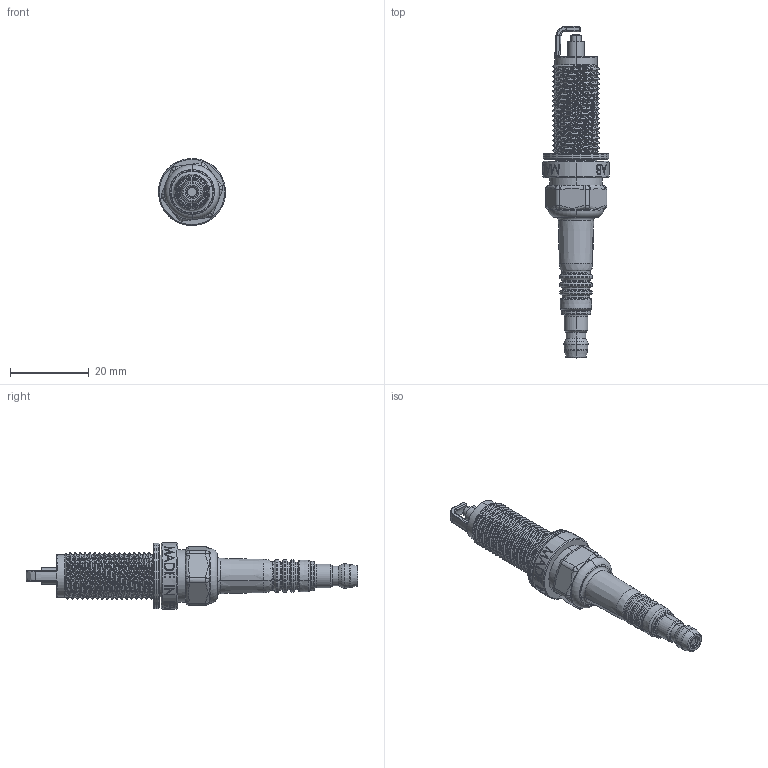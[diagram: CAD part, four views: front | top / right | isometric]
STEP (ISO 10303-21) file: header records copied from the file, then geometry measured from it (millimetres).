
FILE_DESCRIPTION (( 'STEP AP214' ), '1' );
FILE_NAME ('Spark Plug - assembly.STEP', '2016-12-28T19:37:20', ( '' ), ( '' ), 'SwSTEP 2.0', 'SolidWorks 2016', '' );
FILE_SCHEMA (( 'AUTOMOTIVE_DESIGN' ));
Length unit declared in the file: millimetre
Products named in the file (8): Washer; Spark Plug - assembly; Spark Plug - Main Body; Insulator
Assembly tree (4 placements, depth 2):
  Washer
  Spark Plug - assembly
    Spark Plug - Main Body
  Spark Plug - assembly
    Spark Plug - Main Body
    Insulator
    Washer
  Insulator
Bounding box: 17 x 84.29 x 17 mm (x, y, z)
Volume: 6419.2 mm3; surface area: 5772 mm2
Topology: 3 solids, 3 shells, 586 faces, 1412 edges, 875 vertices
Faces by surface type: plane 157, bspline 145, cylinder 144, torus 92, cone 40, sphere 8
Entity records: 32843 total; most frequent: CARTESIAN_POINT 19451, ORIENTED_EDGE 2818, DIRECTION 2391, EDGE_CURVE 1409, AXIS2_PLACEMENT_3D 1021, VERTEX_POINT 873, EDGE_LOOP 634, FACE_OUTER_BOUND 586
